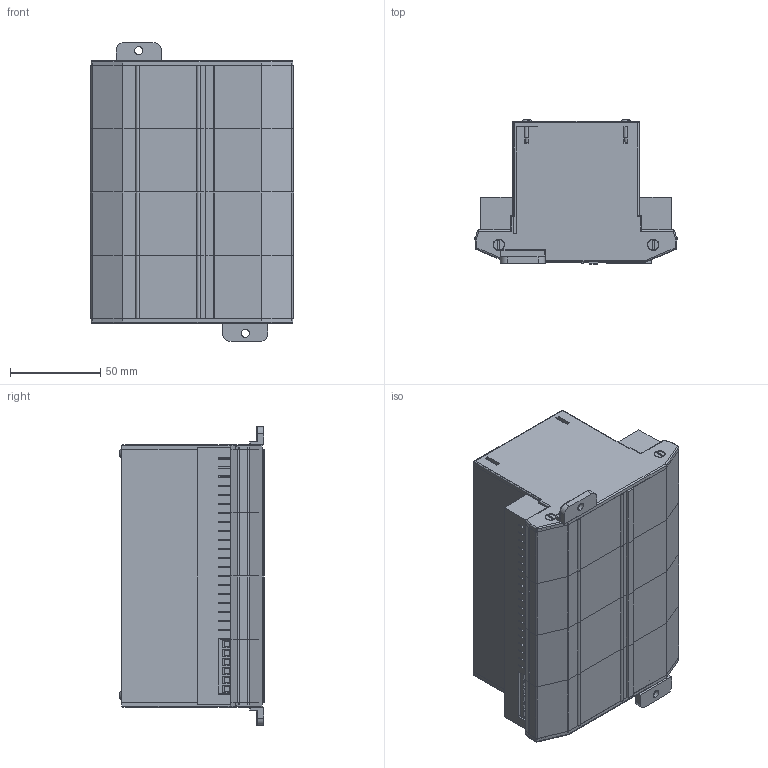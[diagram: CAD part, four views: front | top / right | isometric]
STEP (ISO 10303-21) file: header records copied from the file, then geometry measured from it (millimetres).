
FILE_DESCRIPTION (( 'STEP AP214' ), '1' );
FILE_NAME ('UECP-140.STEP', '2022-01-17T12:28:39', ( '' ), ( '' ), 'SwSTEP 2.0', 'SolidWorks 2017', '' );
FILE_SCHEMA (( 'AUTOMOTIVE_DESIGN' ));
Length unit declared in the file: millimetre
Products named in the file (51): End Plate Screw; Terminal5.0-5.08-6Way; End Piece UE; Vertical PCB UE; Pin 140 Solid; Pin 140; UECP-140; Low Bracket UBRL; Spacer Piece; Euro fixed Terminal-2Way-High; Terminal Covers UEC-140; Top Cover Screw; Base PCB UEC 140; Horizontal PCB UE-140; Top cover 140
Assembly tree (36 placements, depth 2):
  Terminal5.0-5.08-6Way
  Terminal5.0-5.08-6Way
  End Piece UE
  Vertical PCB UE
  Pin 140 Solid
Bounding box: 112.5 x 79.8 x 165.4 mm (x, y, z)
Volume: 263882.8 mm3; surface area: 310475.7 mm2
Topology: 36 solids, 36 shells, 3544 faces, 9728 edges, 6372 vertices
Faces by surface type: plane 2370, cylinder 1006, torus 92, cone 52, bspline 16, sphere 8
Entity records: 46198 total; most frequent: CARTESIAN_POINT 8100, ORIENTED_EDGE 7744, DIRECTION 7704, EDGE_CURVE 3872, LINE 2742, VECTOR 2742, VERTEX_POINT 2537, AXIS2_PLACEMENT_3D 2481
